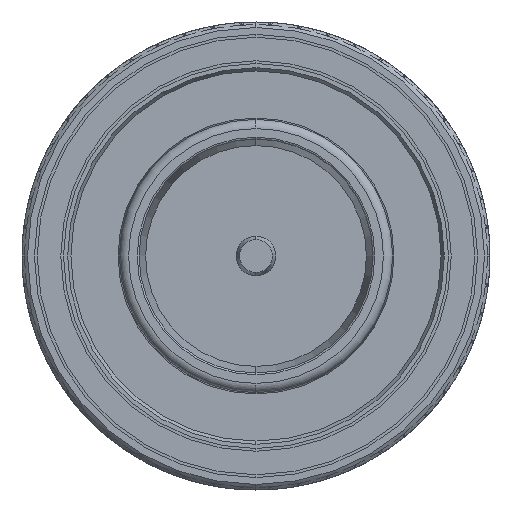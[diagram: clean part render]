
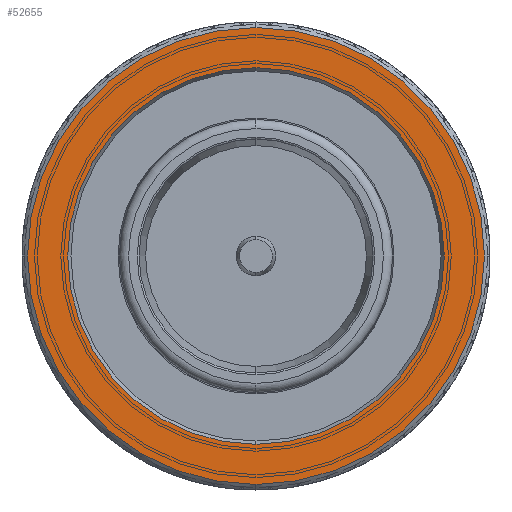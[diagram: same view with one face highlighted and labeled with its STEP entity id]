
A CAD part, left-side view. The second image highlights one B-rep face of the part: STEP entity #52655.
In plain terms, the highlighted planar face has unit normal (-1, 0, 0).
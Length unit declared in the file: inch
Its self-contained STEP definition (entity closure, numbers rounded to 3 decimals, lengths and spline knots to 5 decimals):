
#9422 = CIRCLE ( 'NONE', #86410, 0.40157 ) ;
#11607 = DIRECTION ( 'NONE',  ( -1., 0., 0. ) ) ;
#16355 = DIRECTION ( 'NONE',  ( -1., 0., 0. ) ) ;
#17552 = CARTESIAN_POINT ( 'NONE',  ( -0.19803, 0., -0.4872 ) ) ;
#17716 = VERTEX_POINT ( 'NONE', #38363 ) ;
#20171 = AXIS2_PLACEMENT_3D ( 'NONE', #79109, #34366, #87888 ) ;
#21022 = CARTESIAN_POINT ( 'NONE',  ( -0.19803, 0., 0. ) ) ;
#22044 = DIRECTION ( 'NONE',  ( 0., 1., 0. ) ) ;
#22689 = CIRCLE ( 'NONE', #88469, 0.4872 ) ;
#26580 = VERTEX_POINT ( 'NONE', #81219 ) ;
#30201 = EDGE_CURVE ( 'NONE', #26580, #64899, #9422, .T. ) ;
#34366 = DIRECTION ( 'NONE',  ( -1., 0., 0. ) ) ;
#35099 = EDGE_CURVE ( 'NONE', #17716, #49939, #22689, .T. ) ;
#36078 = CARTESIAN_POINT ( 'NONE',  ( -0.19803, 0., 0.40157 ) ) ;
#38363 = CARTESIAN_POINT ( 'NONE',  ( -0.19803, 0., 0.4872 ) ) ;
#38892 = EDGE_CURVE ( 'NONE', #49939, #17716, #80854, .T. ) ;
#42606 = DIRECTION ( 'NONE',  ( 0., 0., 1. ) ) ;
#49939 = VERTEX_POINT ( 'NONE', #17552 ) ;
#50255 = CARTESIAN_POINT ( 'NONE',  ( -0.19803, 0., 0. ) ) ;
#50265 = AXIS2_PLACEMENT_3D ( 'NONE', #90498, #101509, #22044 ) ;
#52655 = ADVANCED_FACE ( 'NONE', ( #57348, #102652 ), #93242, .F. ) ;
#57348 = FACE_OUTER_BOUND ( 'NONE', #75904, .T. ) ;
#58307 = AXIS2_PLACEMENT_3D ( 'NONE', #21022, #11607, #64577 ) ;
#59466 = EDGE_CURVE ( 'NONE', #64899, #26580, #91544, .T. ) ;
#60913 = EDGE_LOOP ( 'NONE', ( #101556, #92989 ) ) ;
#64577 = DIRECTION ( 'NONE',  ( 0., 0., 1. ) ) ;
#64899 = VERTEX_POINT ( 'NONE', #36078 ) ;
#66190 = ORIENTED_EDGE ( 'NONE', *, *, #38892, .T. ) ;
#75904 = EDGE_LOOP ( 'NONE', ( #66190, #99634 ) ) ;
#79109 = CARTESIAN_POINT ( 'NONE',  ( -0.19803, 0., 0. ) ) ;
#80854 = CIRCLE ( 'NONE', #58307, 0.4872 ) ;
#81219 = CARTESIAN_POINT ( 'NONE',  ( -0.19803, 0., -0.40157 ) ) ;
#86410 = AXIS2_PLACEMENT_3D ( 'NONE', #50255, #95600, #42606 ) ;
#87888 = DIRECTION ( 'NONE',  ( 0., 0., 1. ) ) ;
#88469 = AXIS2_PLACEMENT_3D ( 'NONE', #105781, #16355, #89290 ) ;
#89290 = DIRECTION ( 'NONE',  ( 0., 0., 1. ) ) ;
#90498 = CARTESIAN_POINT ( 'NONE',  ( -0.19803, -0.40157, 0. ) ) ;
#91544 = CIRCLE ( 'NONE', #20171, 0.40157 ) ;
#92989 = ORIENTED_EDGE ( 'NONE', *, *, #30201, .F. ) ;
#93242 = PLANE ( 'NONE',  #50265 ) ;
#95600 = DIRECTION ( 'NONE',  ( -1., 0., 0. ) ) ;
#99634 = ORIENTED_EDGE ( 'NONE', *, *, #35099, .T. ) ;
#101509 = DIRECTION ( 'NONE',  ( 1., 0., 0. ) ) ;
#101556 = ORIENTED_EDGE ( 'NONE', *, *, #59466, .F. ) ;
#102652 = FACE_BOUND ( 'NONE', #60913, .T. ) ;
#105781 = CARTESIAN_POINT ( 'NONE',  ( -0.19803, 0., 0. ) ) ;
